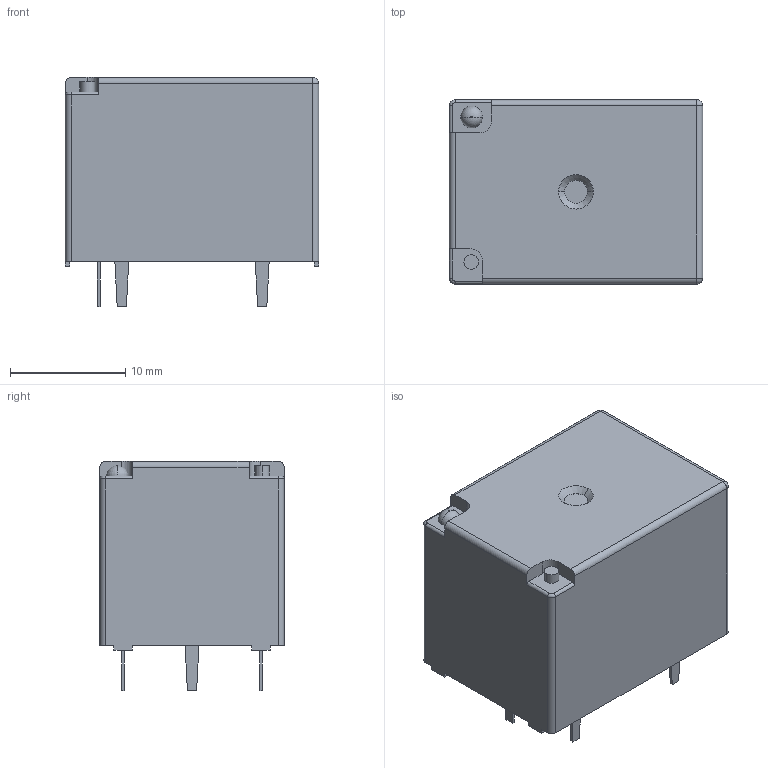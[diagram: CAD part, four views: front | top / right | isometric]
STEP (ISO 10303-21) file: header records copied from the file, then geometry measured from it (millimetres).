
FILE_DESCRIPTION (( 'STEP AP214' ), '1' );
FILE_NAME ('195D435A-DA86-4A83-BE81-010EAE439607.STEP', '2022-09-01T20:14:22', ( '' ), ( '' ), 'SwSTEP 2.0', 'SolidWorks 2022', '' );
FILE_SCHEMA (( 'AUTOMOTIVE_DESIGN' ));
Length unit declared in the file: millimetre
Products named in the file (1): 195D435A-DA86-4A83-BE81-010EAE439607
Bounding box: 22 x 16 x 19.9 mm (x, y, z)
Volume: 5607.4 mm3; surface area: 1952.4 mm2
Topology: 1 solids, 1 shells, 82 faces, 206 edges, 132 vertices
Faces by surface type: plane 56, cylinder 18, torus 4, cone 2, sphere 2
Entity records: 3354 total; most frequent: CARTESIAN_POINT 419, DIRECTION 416, ORIENTED_EDGE 408, EDGE_CURVE 204, LINE 158, VECTOR 158, VERTEX_POINT 132, AXIS2_PLACEMENT_3D 129
